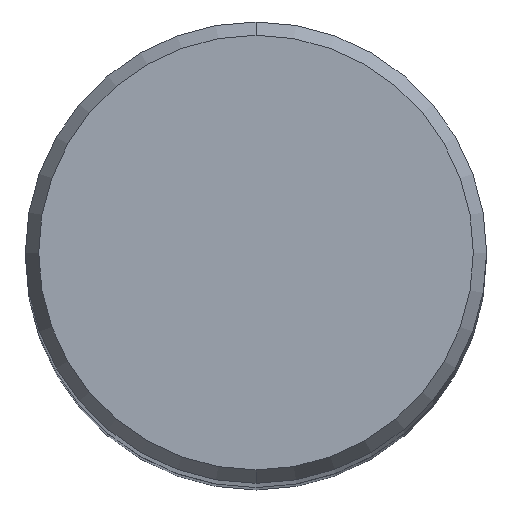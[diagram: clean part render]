
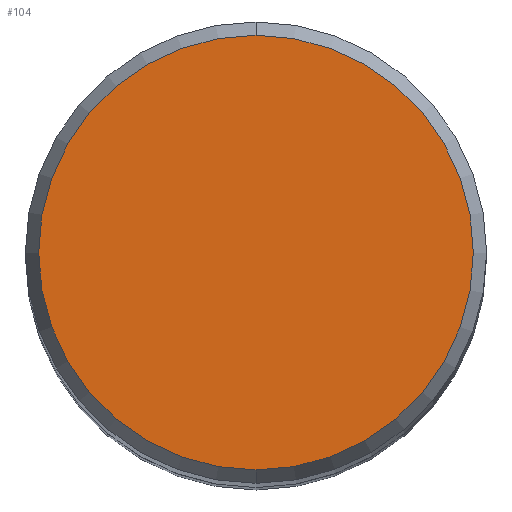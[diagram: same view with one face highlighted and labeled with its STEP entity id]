
A CAD part, top view. The second image highlights one B-rep face of the part: STEP entity #104.
In plain terms, the highlighted planar face has unit normal (0, 0, 1).
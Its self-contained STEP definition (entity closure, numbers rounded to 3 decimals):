
#92=EDGE_CURVE('',#186,#138,#229,.T.);
#104=ADVANCED_FACE('',(#244),#245,.T.);
#138=VERTEX_POINT('',#285);
#186=VERTEX_POINT('',#338);
#192=EDGE_CURVE('',#138,#186,#344,.T.);
#229=CIRCLE('',#375,3.746);
#244=FACE_OUTER_BOUND('',#393,.T.);
#245=PLANE('',#394);
#285=CARTESIAN_POINT('',(0.0,3.746,0.01));
#338=CARTESIAN_POINT('',(0.,-3.746,0.01));
#344=CIRCLE('',#514,3.746);
#375=AXIS2_PLACEMENT_3D('',#542,#543,#544);
#393=EDGE_LOOP('',(#574,#575));
#394=AXIS2_PLACEMENT_3D('',#576,#577,#578);
#514=AXIS2_PLACEMENT_3D('',#693,#694,#695);
#542=CARTESIAN_POINT('',(0.0,0.0,0.01));
#543=DIRECTION('',(0.0,0.0,-1.0));
#544=DIRECTION('',(0.0,1.0,0.0));
#574=ORIENTED_EDGE('',*,*,#192,.F.);
#575=ORIENTED_EDGE('',*,*,#92,.F.);
#576=CARTESIAN_POINT('',(0.0,1.873,0.01));
#577=DIRECTION('',(-0.0,0.0,1.0));
#578=DIRECTION('',(0.0,-1.0,0.0));
#693=CARTESIAN_POINT('',(0.0,0.0,0.01));
#694=DIRECTION('',(0.0,0.0,-1.0));
#695=DIRECTION('',(0.0,1.0,0.0));
